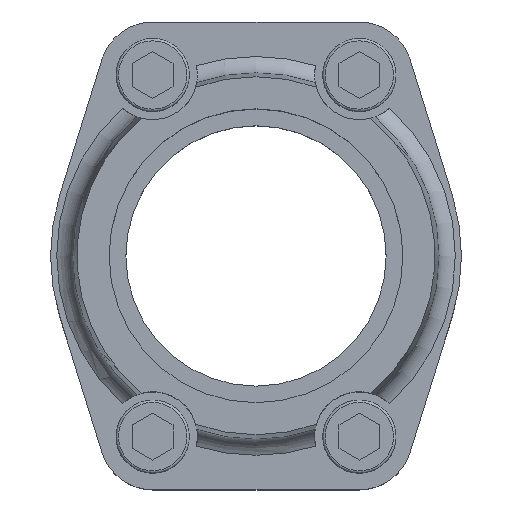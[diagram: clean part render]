
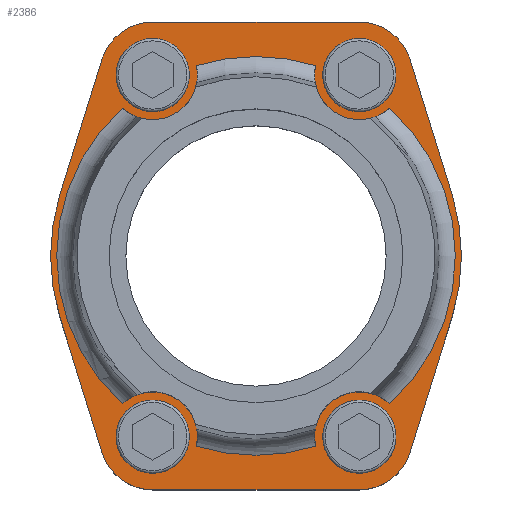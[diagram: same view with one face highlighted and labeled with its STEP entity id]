
A CAD part, top view. The second image highlights one B-rep face of the part: STEP entity #2386.
In plain terms, the highlighted planar face has unit normal (0, 0, 1).
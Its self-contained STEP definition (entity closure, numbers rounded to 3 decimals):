
#65=LINE('',#3247,#169);
#69=LINE('',#3257,#173);
#72=LINE('',#3265,#176);
#75=LINE('',#3273,#179);
#78=LINE('',#3281,#182);
#81=LINE('',#3289,#185);
#169=VECTOR('',#2736,1000.);
#173=VECTOR('',#2746,1000.);
#176=VECTOR('',#2755,1000.);
#179=VECTOR('',#2764,1000.);
#182=VECTOR('',#2773,1000.);
#185=VECTOR('',#2782,1000.);
#274=PLANE('',#2530);
#402=ORIENTED_EDGE('',*,*,#792,.F.);
#403=ORIENTED_EDGE('',*,*,#793,.F.);
#404=ORIENTED_EDGE('',*,*,#794,.F.);
#405=ORIENTED_EDGE('',*,*,#795,.F.);
#406=ORIENTED_EDGE('',*,*,#770,.T.);
#407=ORIENTED_EDGE('',*,*,#772,.T.);
#408=ORIENTED_EDGE('',*,*,#774,.T.);
#409=ORIENTED_EDGE('',*,*,#776,.T.);
#410=ORIENTED_EDGE('',*,*,#778,.T.);
#411=ORIENTED_EDGE('',*,*,#780,.T.);
#412=ORIENTED_EDGE('',*,*,#782,.T.);
#413=ORIENTED_EDGE('',*,*,#784,.T.);
#414=ORIENTED_EDGE('',*,*,#786,.T.);
#415=ORIENTED_EDGE('',*,*,#791,.T.);
#416=ORIENTED_EDGE('',*,*,#765,.T.);
#417=ORIENTED_EDGE('',*,*,#768,.T.);
#418=ORIENTED_EDGE('',*,*,#796,.F.);
#419=ORIENTED_EDGE('',*,*,#797,.T.);
#420=ORIENTED_EDGE('',*,*,#798,.F.);
#421=ORIENTED_EDGE('',*,*,#799,.T.);
#422=ORIENTED_EDGE('',*,*,#800,.F.);
#423=ORIENTED_EDGE('',*,*,#801,.T.);
#424=ORIENTED_EDGE('',*,*,#802,.F.);
#425=ORIENTED_EDGE('',*,*,#803,.T.);
#765=EDGE_CURVE('',#975,#974,#65,.T.);
#768=EDGE_CURVE('',#974,#976,#1126,.T.);
#770=EDGE_CURVE('',#976,#977,#69,.T.);
#772=EDGE_CURVE('',#977,#978,#1127,.T.);
#774=EDGE_CURVE('',#978,#979,#72,.T.);
#776=EDGE_CURVE('',#979,#980,#1128,.T.);
#778=EDGE_CURVE('',#980,#981,#75,.T.);
#780=EDGE_CURVE('',#981,#982,#1129,.T.);
#782=EDGE_CURVE('',#982,#983,#78,.T.);
#784=EDGE_CURVE('',#983,#984,#1130,.T.);
#786=EDGE_CURVE('',#984,#985,#81,.T.);
#791=EDGE_CURVE('',#985,#975,#1135,.T.);
#792=EDGE_CURVE('',#990,#990,#1136,.T.);
#793=EDGE_CURVE('',#991,#991,#1137,.T.);
#794=EDGE_CURVE('',#992,#992,#1138,.T.);
#795=EDGE_CURVE('',#993,#993,#1139,.T.);
#796=EDGE_CURVE('',#994,#995,#1140,.T.);
#797=EDGE_CURVE('',#994,#996,#1141,.T.);
#798=EDGE_CURVE('',#997,#996,#1142,.T.);
#799=EDGE_CURVE('',#997,#998,#1143,.T.);
#800=EDGE_CURVE('',#999,#998,#1144,.T.);
#801=EDGE_CURVE('',#999,#1000,#1145,.T.);
#802=EDGE_CURVE('',#1001,#1000,#1146,.T.);
#803=EDGE_CURVE('',#1001,#995,#1147,.T.);
#974=VERTEX_POINT('',#3246);
#975=VERTEX_POINT('',#3248);
#976=VERTEX_POINT('',#3252);
#977=VERTEX_POINT('',#3256);
#978=VERTEX_POINT('',#3260);
#979=VERTEX_POINT('',#3264);
#980=VERTEX_POINT('',#3268);
#981=VERTEX_POINT('',#3272);
#982=VERTEX_POINT('',#3276);
#983=VERTEX_POINT('',#3280);
#984=VERTEX_POINT('',#3284);
#985=VERTEX_POINT('',#3288);
#990=VERTEX_POINT('',#3306);
#991=VERTEX_POINT('',#3308);
#992=VERTEX_POINT('',#3310);
#993=VERTEX_POINT('',#3312);
#994=VERTEX_POINT('',#3314);
#995=VERTEX_POINT('',#3315);
#996=VERTEX_POINT('',#3317);
#997=VERTEX_POINT('',#3319);
#998=VERTEX_POINT('',#3321);
#999=VERTEX_POINT('',#3323);
#1000=VERTEX_POINT('',#3325);
#1001=VERTEX_POINT('',#3327);
#1126=CIRCLE('',#2506,50.5);
#1127=CIRCLE('',#2509,13.05);
#1128=CIRCLE('',#2512,13.05);
#1129=CIRCLE('',#2515,50.5);
#1130=CIRCLE('',#2518,13.05);
#1135=CIRCLE('',#2529,13.05);
#1136=CIRCLE('',#2531,9.);
#1137=CIRCLE('',#2532,9.);
#1138=CIRCLE('',#2533,9.);
#1139=CIRCLE('',#2534,9.);
#1140=CIRCLE('',#2535,49.);
#1141=CIRCLE('',#2536,11.);
#1142=CIRCLE('',#2537,49.);
#1143=CIRCLE('',#2538,11.);
#1144=CIRCLE('',#2539,49.);
#1145=CIRCLE('',#2540,11.);
#1146=CIRCLE('',#2541,49.);
#1147=CIRCLE('',#2542,11.);
#1233=EDGE_LOOP('',(#402));
#1234=EDGE_LOOP('',(#403));
#1235=EDGE_LOOP('',(#404));
#1236=EDGE_LOOP('',(#405));
#1237=EDGE_LOOP('',(#406,#407,#408,#409,#410,#411,#412,#413,#414,#415,#416,
#417));
#1238=EDGE_LOOP('',(#418,#419,#420,#421,#422,#423,#424,#425));
#1405=FACE_BOUND('',#1233,.T.);
#1406=FACE_BOUND('',#1234,.T.);
#1407=FACE_BOUND('',#1235,.T.);
#1408=FACE_BOUND('',#1236,.T.);
#1409=FACE_BOUND('',#1237,.T.);
#1410=FACE_BOUND('',#1238,.T.);
#2386=ADVANCED_FACE('',(#1405,#1406,#1407,#1408,#1409,#1410),#274,.T.);
#2506=AXIS2_PLACEMENT_3D('',#3253,#2741,#2742);
#2509=AXIS2_PLACEMENT_3D('',#3261,#2750,#2751);
#2512=AXIS2_PLACEMENT_3D('',#3269,#2759,#2760);
#2515=AXIS2_PLACEMENT_3D('',#3277,#2768,#2769);
#2518=AXIS2_PLACEMENT_3D('',#3285,#2777,#2778);
#2529=AXIS2_PLACEMENT_3D('',#3303,#2801,#2802);
#2530=AXIS2_PLACEMENT_3D('',#3304,#2803,#2804);
#2531=AXIS2_PLACEMENT_3D('',#3305,#2805,#2806);
#2532=AXIS2_PLACEMENT_3D('',#3307,#2807,#2808);
#2533=AXIS2_PLACEMENT_3D('',#3309,#2809,#2810);
#2534=AXIS2_PLACEMENT_3D('',#3311,#2811,#2812);
#2535=AXIS2_PLACEMENT_3D('',#3313,#2813,#2814);
#2536=AXIS2_PLACEMENT_3D('',#3316,#2815,#2816);
#2537=AXIS2_PLACEMENT_3D('',#3318,#2817,#2818);
#2538=AXIS2_PLACEMENT_3D('',#3320,#2819,#2820);
#2539=AXIS2_PLACEMENT_3D('',#3322,#2821,#2822);
#2540=AXIS2_PLACEMENT_3D('',#3324,#2823,#2824);
#2541=AXIS2_PLACEMENT_3D('',#3326,#2825,#2826);
#2542=AXIS2_PLACEMENT_3D('',#3328,#2827,#2828);
#2736=DIRECTION('',(-0.297,-0.955,0.));
#2741=DIRECTION('',(0.,0.,1.));
#2742=DIRECTION('',(1.,0.,0.));
#2746=DIRECTION('',(0.297,-0.955,0.));
#2750=DIRECTION('',(0.,0.,1.));
#2751=DIRECTION('',(1.,0.,0.));
#2755=DIRECTION('',(1.,0.,0.));
#2759=DIRECTION('',(0.,0.,1.));
#2760=DIRECTION('',(1.,0.,0.));
#2764=DIRECTION('',(0.297,0.955,0.));
#2768=DIRECTION('',(0.,0.,1.));
#2769=DIRECTION('',(1.,0.,0.));
#2773=DIRECTION('',(-0.297,0.955,0.));
#2777=DIRECTION('',(0.,0.,1.));
#2778=DIRECTION('',(1.,0.,0.));
#2782=DIRECTION('',(-1.,0.,0.));
#2801=DIRECTION('',(0.,0.,1.));
#2802=DIRECTION('',(1.,0.,0.));
#2803=DIRECTION('',(0.,0.,1.));
#2804=DIRECTION('',(1.,0.,0.));
#2805=DIRECTION('',(0.,0.,1.));
#2806=DIRECTION('',(1.,0.,0.));
#2807=DIRECTION('',(0.,0.,1.));
#2808=DIRECTION('',(1.,0.,0.));
#2809=DIRECTION('',(0.,0.,1.));
#2810=DIRECTION('',(1.,0.,0.));
#2811=DIRECTION('',(0.,0.,1.));
#2812=DIRECTION('',(1.,0.,0.));
#2813=DIRECTION('',(0.,0.,1.));
#2814=DIRECTION('',(1.,0.,0.));
#2815=DIRECTION('',(0.,0.,1.));
#2816=DIRECTION('',(1.,0.,0.));
#2817=DIRECTION('',(0.,0.,1.));
#2818=DIRECTION('',(1.,0.,0.));
#2819=DIRECTION('',(0.,0.,1.));
#2820=DIRECTION('',(1.,0.,0.));
#2821=DIRECTION('',(0.,0.,1.));
#2822=DIRECTION('',(1.,0.,0.));
#2823=DIRECTION('',(0.,0.,1.));
#2824=DIRECTION('',(1.,0.,0.));
#2825=DIRECTION('',(0.,0.,1.));
#2826=DIRECTION('',(1.,0.,0.));
#2827=DIRECTION('',(0.,0.,1.));
#2828=DIRECTION('',(1.,0.,0.));
#3246=CARTESIAN_POINT('',(-48.224,14.991,25.));
#3247=CARTESIAN_POINT('',(-37.862,48.324,25.));
#3248=CARTESIAN_POINT('',(-37.862,48.324,25.));
#3252=CARTESIAN_POINT('',(-48.224,-14.991,25.));
#3253=CARTESIAN_POINT('',(0.,0.,25.));
#3256=CARTESIAN_POINT('',(-37.862,-48.324,25.));
#3257=CARTESIAN_POINT('',(-48.224,-14.991,25.));
#3260=CARTESIAN_POINT('',(-25.4,-57.5,25.));
#3261=CARTESIAN_POINT('',(-25.4,-44.45,25.));
#3264=CARTESIAN_POINT('',(25.4,-57.5,25.));
#3265=CARTESIAN_POINT('',(-25.4,-57.5,25.));
#3268=CARTESIAN_POINT('',(37.862,-48.324,25.));
#3269=CARTESIAN_POINT('',(25.4,-44.45,25.));
#3272=CARTESIAN_POINT('',(48.224,-14.991,25.));
#3273=CARTESIAN_POINT('',(37.862,-48.324,25.));
#3276=CARTESIAN_POINT('',(48.224,14.991,25.));
#3277=CARTESIAN_POINT('',(0.,0.,25.));
#3280=CARTESIAN_POINT('',(37.862,48.324,25.));
#3281=CARTESIAN_POINT('',(48.224,14.991,25.));
#3284=CARTESIAN_POINT('',(25.4,57.5,25.));
#3285=CARTESIAN_POINT('',(25.4,44.45,25.));
#3288=CARTESIAN_POINT('',(-25.4,57.5,25.));
#3289=CARTESIAN_POINT('',(25.4,57.5,25.));
#3303=CARTESIAN_POINT('',(-25.4,44.45,25.));
#3304=CARTESIAN_POINT('',(0.,0.,25.));
#3305=CARTESIAN_POINT('',(25.4,-44.45,25.));
#3306=CARTESIAN_POINT('',(34.4,-44.45,25.));
#3307=CARTESIAN_POINT('',(-25.4,-44.45,25.));
#3308=CARTESIAN_POINT('',(-16.4,-44.45,25.));
#3309=CARTESIAN_POINT('',(-25.4,44.45,25.));
#3310=CARTESIAN_POINT('',(-16.4,44.45,25.));
#3311=CARTESIAN_POINT('',(25.4,44.45,25.));
#3312=CARTESIAN_POINT('',(34.4,44.45,25.));
#3313=CARTESIAN_POINT('',(0.,0.,25.));
#3314=CARTESIAN_POINT('',(-32.85,36.357,25.));
#3315=CARTESIAN_POINT('',(-32.85,-36.357,25.));
#3316=CARTESIAN_POINT('',(-25.4,44.45,25.));
#3317=CARTESIAN_POINT('',(-14.645,46.76,25.));
#3318=CARTESIAN_POINT('',(0.,0.,25.));
#3319=CARTESIAN_POINT('',(14.645,46.76,25.));
#3320=CARTESIAN_POINT('',(25.4,44.45,25.));
#3321=CARTESIAN_POINT('',(32.85,36.357,25.));
#3322=CARTESIAN_POINT('',(0.,0.,25.));
#3323=CARTESIAN_POINT('',(32.85,-36.357,25.));
#3324=CARTESIAN_POINT('',(25.4,-44.45,25.));
#3325=CARTESIAN_POINT('',(14.645,-46.76,25.));
#3326=CARTESIAN_POINT('',(0.,0.,25.));
#3327=CARTESIAN_POINT('',(-14.645,-46.76,25.));
#3328=CARTESIAN_POINT('',(-25.4,-44.45,25.));
